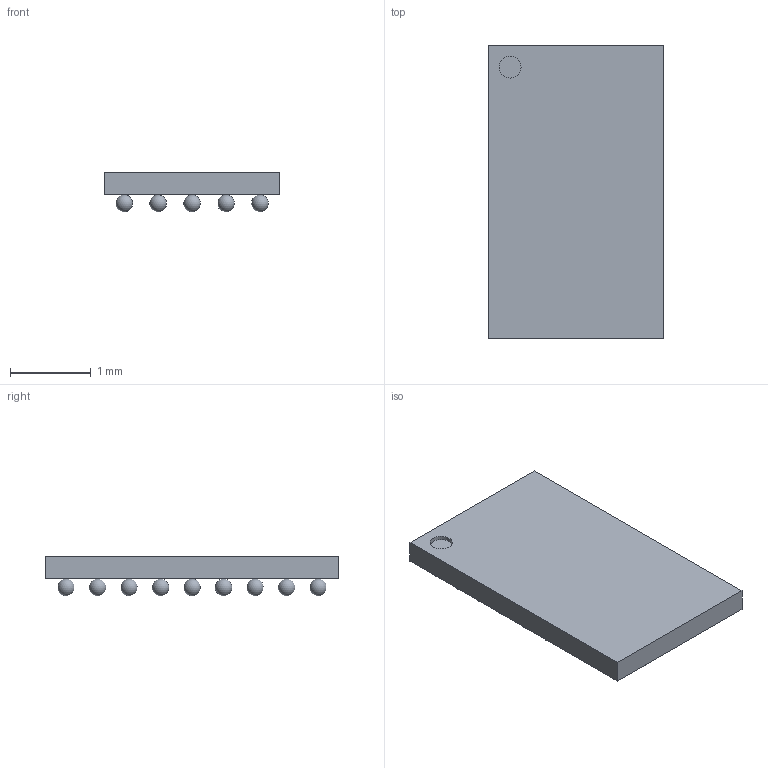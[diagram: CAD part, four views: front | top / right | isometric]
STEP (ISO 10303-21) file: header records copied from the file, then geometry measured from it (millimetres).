
FILE_DESCRIPTION(('FreeCAD Model'),'2;1');
FILE_NAME('20575681.1.1.stp','2025-05-27T10:25:27',( 'Author'),(''),'Open CASCADE STEP processor 6.9','FreeCAD','Unknown' );
FILE_SCHEMA(('AUTOMOTIVE_DESIGN { 1 0 10303 214 1 1 1 1 }'));
Length unit declared in the file: millimetre
Products named in the file (3): ASSEMBLY; Array; Body
Assembly tree (2 placements, depth 2):
  ASSEMBLY
    Array
    Body
Bounding box: 2.17 x 3.63 x 0.49 mm (x, y, z)
Volume: 2.4 mm3; surface area: 25.4 mm2
Topology: 46 solids, 46 shells, 53 faces, 150 edges, 100 vertices
Faces by surface type: sphere 45, plane 7, cylinder 1
Full cylindrical faces by diameter (mm): 0.272 x1
Entity records: 1400 total; most frequent: DIRECTION 159, CARTESIAN_POINT 156, AXIS2_PLACEMENT_3D 58, VERTEX_POINT 55, FACE_BOUND 54, ADVANCED_FACE 53, MANIFOLD_SOLID_BREP 46, CLOSED_SHELL 46
